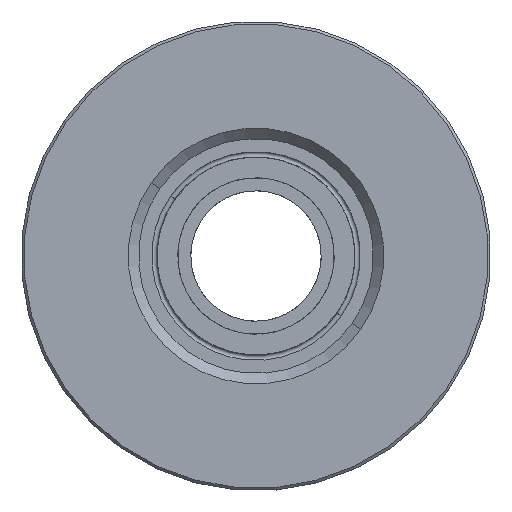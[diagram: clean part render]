
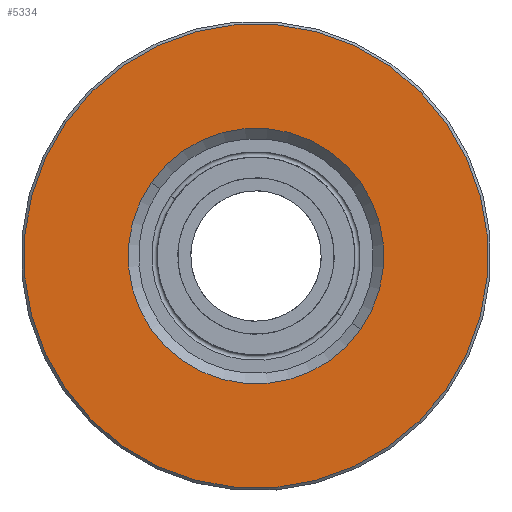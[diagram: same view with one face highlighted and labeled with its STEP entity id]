
A CAD part, front view. The second image highlights one B-rep face of the part: STEP entity #5334.
In plain terms, the highlighted planar face has unit normal (0, -1, 0).
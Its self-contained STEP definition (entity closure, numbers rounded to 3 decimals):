
#520 = ORIENTED_EDGE ( 'NONE', *, *, #5451, .T. ) ;
#535 = AXIS2_PLACEMENT_3D ( 'NONE', #1958, #6247, #2575 ) ;
#577 = CARTESIAN_POINT ( 'NONE',  ( 0., -7., -8.9 ) ) ;
#996 = AXIS2_PLACEMENT_3D ( 'NONE', #7283, #3629, #7896 ) ;
#1489 = EDGE_CURVE ( 'NONE', #5679, #3209, #4403, .T. ) ;
#1532 = ORIENTED_EDGE ( 'NONE', *, *, #6584, .T. ) ;
#1613 = PLANE ( 'NONE',  #7778 ) ;
#1958 = CARTESIAN_POINT ( 'NONE',  ( 0., -7., 0. ) ) ;
#2236 = CARTESIAN_POINT ( 'NONE',  ( 0., -7., -4.9 ) ) ;
#2341 = CIRCLE ( 'NONE', #535, 8.9 ) ;
#2575 = DIRECTION ( 'NONE',  ( 0., 0., 1. ) ) ;
#3029 = CARTESIAN_POINT ( 'NONE',  ( 0., -7., 0. ) ) ;
#3060 = EDGE_LOOP ( 'NONE', ( #6618, #520 ) ) ;
#3103 = DIRECTION ( 'NONE',  ( 0., -1., 0. ) ) ;
#3209 = VERTEX_POINT ( 'NONE', #577 ) ;
#3629 = DIRECTION ( 'NONE',  ( 0., 1., 0. ) ) ;
#3639 = DIRECTION ( 'NONE',  ( 0., 0., 1. ) ) ;
#3907 = CIRCLE ( 'NONE', #3959, 4.9 ) ;
#3959 = AXIS2_PLACEMENT_3D ( 'NONE', #3029, #7292, #3639 ) ;
#4056 = VERTEX_POINT ( 'NONE', #6950 ) ;
#4095 = DIRECTION ( 'NONE',  ( 0., 0., 1. ) ) ;
#4403 = CIRCLE ( 'NONE', #5760, 8.9 ) ;
#5092 = CARTESIAN_POINT ( 'NONE',  ( 0., -7., 8.9 ) ) ;
#5334 = ADVANCED_FACE ( 'NONE', ( #6001, #7813 ), #1613, .F. ) ;
#5451 = EDGE_CURVE ( 'NONE', #4056, #6124, #3907, .T. ) ;
#5679 = VERTEX_POINT ( 'NONE', #5092 ) ;
#5760 = AXIS2_PLACEMENT_3D ( 'NONE', #6759, #3103, #7369 ) ;
#6001 = FACE_OUTER_BOUND ( 'NONE', #7120, .T. ) ;
#6021 = EDGE_CURVE ( 'NONE', #6124, #4056, #6751, .T. ) ;
#6124 = VERTEX_POINT ( 'NONE', #2236 ) ;
#6187 = ORIENTED_EDGE ( 'NONE', *, *, #1489, .T. ) ;
#6247 = DIRECTION ( 'NONE',  ( 0., -1., 0. ) ) ;
#6533 = CARTESIAN_POINT ( 'NONE',  ( 4.5, -7., 0. ) ) ;
#6584 = EDGE_CURVE ( 'NONE', #3209, #5679, #2341, .T. ) ;
#6618 = ORIENTED_EDGE ( 'NONE', *, *, #6021, .T. ) ;
#6751 = CIRCLE ( 'NONE', #996, 4.9 ) ;
#6759 = CARTESIAN_POINT ( 'NONE',  ( 0., -7., 0. ) ) ;
#6950 = CARTESIAN_POINT ( 'NONE',  ( 0., -7., 4.9 ) ) ;
#7120 = EDGE_LOOP ( 'NONE', ( #6187, #1532 ) ) ;
#7283 = CARTESIAN_POINT ( 'NONE',  ( 0., -7., 0. ) ) ;
#7292 = DIRECTION ( 'NONE',  ( 0., 1., 0. ) ) ;
#7369 = DIRECTION ( 'NONE',  ( 0., 0., 1. ) ) ;
#7748 = DIRECTION ( 'NONE',  ( 0., 1., 0. ) ) ;
#7778 = AXIS2_PLACEMENT_3D ( 'NONE', #6533, #7748, #4095 ) ;
#7813 = FACE_BOUND ( 'NONE', #3060, .T. ) ;
#7896 = DIRECTION ( 'NONE',  ( 0., 0., 1. ) ) ;
